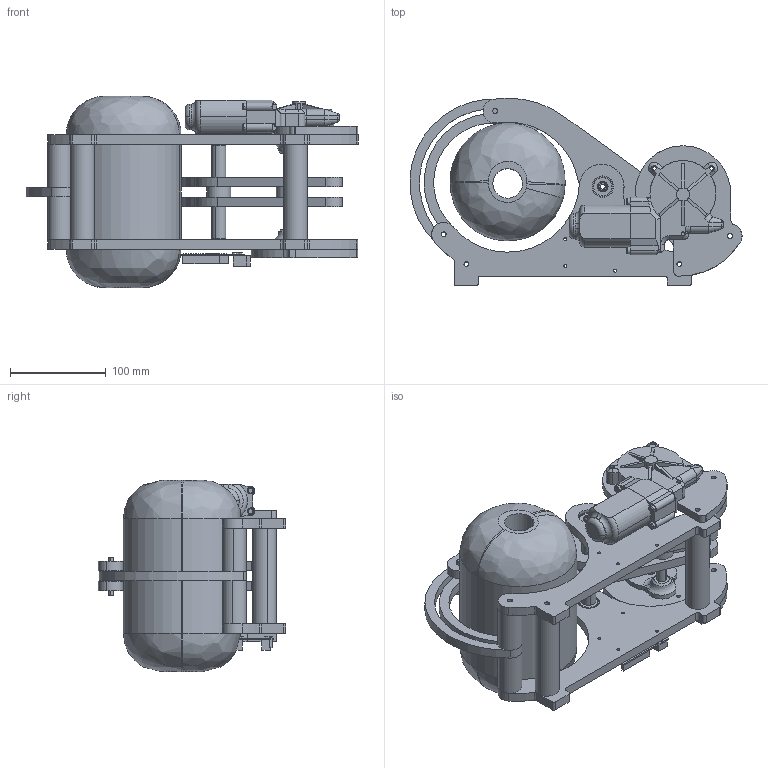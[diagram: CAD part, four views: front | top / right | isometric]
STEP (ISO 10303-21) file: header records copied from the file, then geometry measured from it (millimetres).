
FILE_DESCRIPTION (( 'STEP AP214' ), '1' );
FILE_NAME ('DIY_Respirator_v2.STEP', '2020-03-20T12:49:28', ( '' ), ( '' ), 'SwSTEP 2.0', 'SolidWorks 2018', '' );
FILE_SCHEMA (( 'AUTOMOTIVE_DESIGN' ));
Length unit declared in the file: millimetre
Products named in the file (19): moving_arm_1; link_25x100; bearing_support; pivot_5x50; mot; bvm bag; pivot_5x100; Simplified UNO; roulement8x22x7; link_25x120; base_plate; spacer_50x11; pignon_mot; moving_arm_2; motor_head; DIY_Respirator_v2; motor_support_windows_lift; bearing_head; link_25x40
Assembly tree (25 placements, depth 2):
  DIY_Respirator_v2
    base_plate  x2
    link_25x100  x2
    link_25x120
    moving_arm_1  x2
    pignon_mot
    bvm bag
    mot
    motor_support_windows_lift
    moving_arm_2
    motor_head
    pivot_5x100
    pivot_5x50
    roulement8x22x7  x3
    bearing_head
    spacer_50x11  x2
    Simplified UNO
    bearing_support
    link_25x40  x2
Bounding box: 347.17 x 196.2 x 200 mm (x, y, z)
Volume: 3096917.7 mm3; surface area: 419733.7 mm2
Topology: 25 solids, 25 shells, 850 faces, 2014 edges, 1270 vertices
Faces by surface type: cylinder 426, plane 245, torus 99, bspline 45, cone 20, sphere 15
Entity records: 26077 total; most frequent: CARTESIAN_POINT 8164, DIRECTION 3723, ORIENTED_EDGE 3292, EDGE_CURVE 1646, AXIS2_PLACEMENT_3D 1539, VERTEX_POINT 1040, CIRCLE 856, EDGE_LOOP 844
